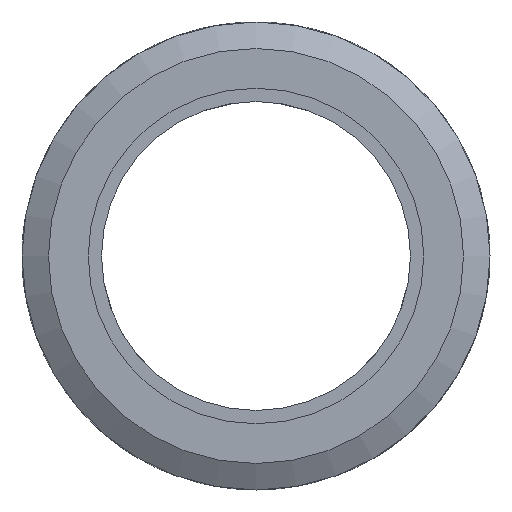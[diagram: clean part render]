
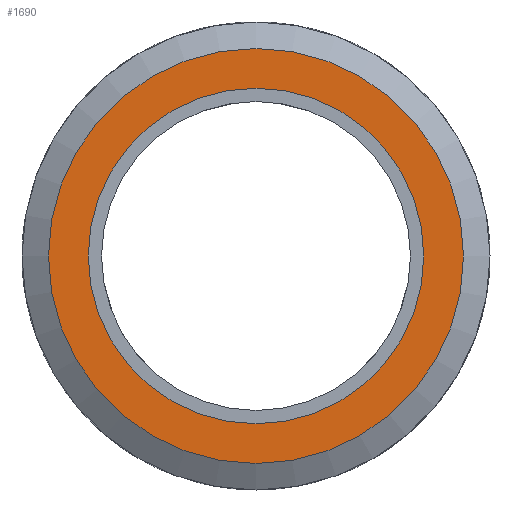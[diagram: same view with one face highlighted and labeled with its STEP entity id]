
A CAD part, left-side view. The second image highlights one B-rep face of the part: STEP entity #1690.
In plain terms, the highlighted planar face has unit normal (-1, 0, 0).
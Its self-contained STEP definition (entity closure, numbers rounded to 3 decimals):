
#1656=CARTESIAN_POINT('',(0.,19.0,0.0));
#1657=VERTEX_POINT('',#1656);
#1658=CARTESIAN_POINT('',(0.,0.0,0.0));
#1659=DIRECTION('',(1.0,0.0,0.0));
#1660=DIRECTION('',(0.0,1.0,0.0));
#1661=AXIS2_PLACEMENT_3D('',#1658,#1659,#1660);
#1662=CIRCLE('',#1661,19.0);
#1663=EDGE_CURVE('',#1657,#1657,#1662,.T.);
#1671=CARTESIAN_POINT('',(0.,21.25,0.0));
#1672=DIRECTION('',(-1.0,0.0,0.0));
#1673=DIRECTION('',(0.0,0.0,1.0));
#1674=AXIS2_PLACEMENT_3D('',#1671,#1672,#1673);
#1675=PLANE('',#1674);
#1676=CARTESIAN_POINT('',(0.,23.5,0.0));
#1677=VERTEX_POINT('',#1676);
#1678=CARTESIAN_POINT('',(0.,0.0,0.0));
#1679=DIRECTION('',(1.0,0.0,0.0));
#1680=DIRECTION('',(0.0,1.0,0.0));
#1681=AXIS2_PLACEMENT_3D('',#1678,#1679,#1680);
#1682=CIRCLE('',#1681,23.5);
#1683=EDGE_CURVE('',#1677,#1677,#1682,.T.);
#1684=ORIENTED_EDGE('',*,*,#1683,.F.);
#1685=EDGE_LOOP('',(#1684));
#1686=FACE_OUTER_BOUND('',#1685,.T.);
#1687=ORIENTED_EDGE('',*,*,#1663,.T.);
#1688=EDGE_LOOP('',(#1687));
#1689=FACE_BOUND('',#1688,.T.);
#1690=ADVANCED_FACE('',(#1686,#1689),#1675,.T.);
